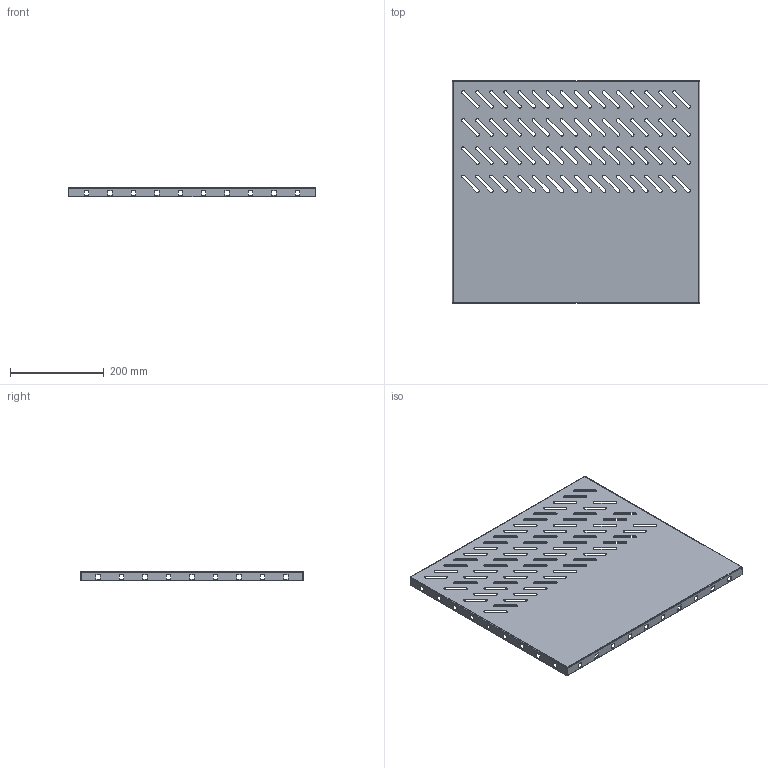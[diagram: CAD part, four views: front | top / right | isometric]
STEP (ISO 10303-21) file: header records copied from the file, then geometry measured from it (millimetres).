
FILE_DESCRIPTION (( 'STEP AP214' ), '1' );
FILE_NAME ('ÌÈ-2554.00.00.001 Ïåðåãîðîäêà ãîðèçîíòàëüíàÿ 600õ600.STEP', '2022-12-09T06:30:55', ( '' ), ( '' ), 'SwSTEP 2.0', 'SolidWorks 2021', '' );
FILE_SCHEMA (( 'AUTOMOTIVE_DESIGN' ));
Length unit declared in the file: millimetre
Products named in the file (1): ÌÈ-2554.00.00.001 Ïåðåãîðîäêà ãîðèçîíòàëüíàÿ 600õ600
Bounding box: 528 x 475 x 21 mm (x, y, z)
Volume: 264280.5 mm3; surface area: 539088.5 mm2
Topology: 1 solids, 1 shells, 510 faces, 1492 edges, 984 vertices
Faces by surface type: plane 302, cylinder 200, bspline 8
Entity records: 17998 total; most frequent: CARTESIAN_POINT 3739, ORIENTED_EDGE 2984, DIRECTION 2854, EDGE_CURVE 1492, VECTOR 1080, LINE 1080, VERTEX_POINT 984, AXIS2_PLACEMENT_3D 887
